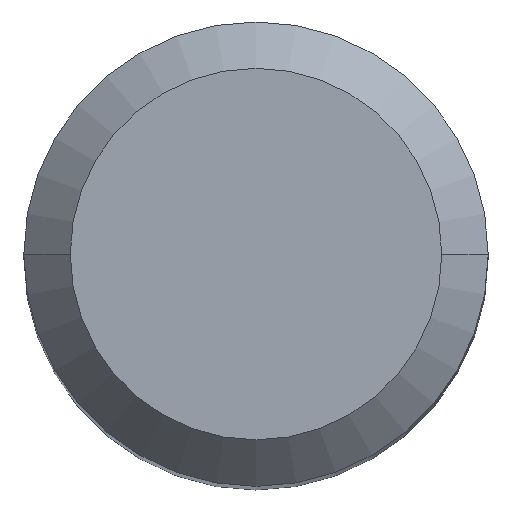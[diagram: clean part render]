
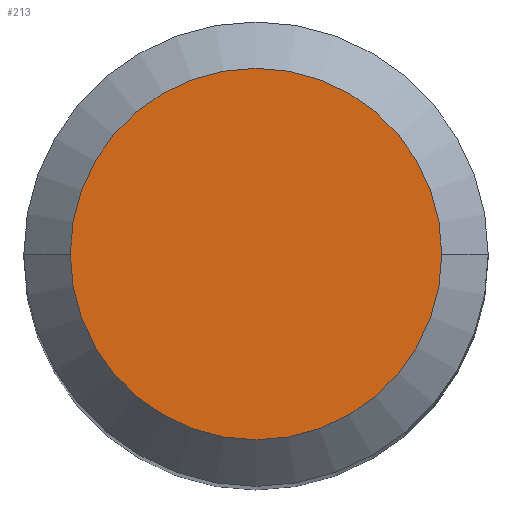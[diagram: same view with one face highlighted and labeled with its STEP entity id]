
A CAD part, top view. The second image highlights one B-rep face of the part: STEP entity #213.
In plain terms, the highlighted planar face has unit normal (0, 0, 1).
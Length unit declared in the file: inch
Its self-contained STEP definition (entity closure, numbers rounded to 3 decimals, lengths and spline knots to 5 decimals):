
#32 = VERTEX_POINT ( 'NONE', #178 ) ;
#75 = ORIENTED_EDGE ( 'NONE', *, *, #272, .T. ) ;
#88 = EDGE_CURVE ( 'NONE', #32, #188, #309, .T. ) ;
#89 = AXIS2_PLACEMENT_3D ( 'NONE', #190, #371, #346 ) ;
#95 = DIRECTION ( 'NONE',  ( 0., 0., 1. ) ) ;
#105 = ORIENTED_EDGE ( 'NONE', *, *, #88, .T. ) ;
#166 = CARTESIAN_POINT ( 'NONE',  ( -0.126, 0., 0. ) ) ;
#172 = PLANE ( 'NONE',  #358 ) ;
#178 = CARTESIAN_POINT ( 'NONE',  ( 0.126, 0., 0. ) ) ;
#188 = VERTEX_POINT ( 'NONE', #166 ) ;
#190 = CARTESIAN_POINT ( 'NONE',  ( 0., 0., 0. ) ) ;
#208 = CARTESIAN_POINT ( 'NONE',  ( 0., 0., 0. ) ) ;
#213 = ADVANCED_FACE ( 'NONE', ( #327 ), #172, .F. ) ;
#252 = DIRECTION ( 'NONE',  ( 1., 0., 0. ) ) ;
#272 = EDGE_CURVE ( 'NONE', #188, #32, #438, .T. ) ;
#291 = CARTESIAN_POINT ( 'NONE',  ( 0., 0., 0. ) ) ;
#309 = CIRCLE ( 'NONE', #89, 0.126 ) ;
#327 = FACE_OUTER_BOUND ( 'NONE', #347, .T. ) ;
#346 = DIRECTION ( 'NONE',  ( 1., 0., 0. ) ) ;
#347 = EDGE_LOOP ( 'NONE', ( #75, #105 ) ) ;
#358 = AXIS2_PLACEMENT_3D ( 'NONE', #208, #440, #363 ) ;
#363 = DIRECTION ( 'NONE',  ( -1., 0., 0. ) ) ;
#371 = DIRECTION ( 'NONE',  ( 0., 0., 1. ) ) ;
#404 = AXIS2_PLACEMENT_3D ( 'NONE', #291, #95, #252 ) ;
#438 = CIRCLE ( 'NONE', #404, 0.126 ) ;
#440 = DIRECTION ( 'NONE',  ( 0., 0., -1. ) ) ;
